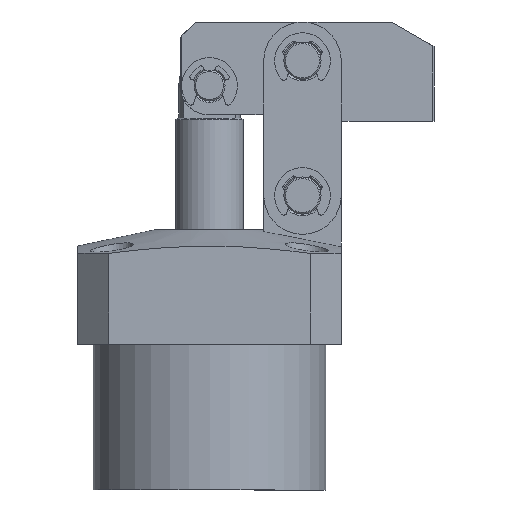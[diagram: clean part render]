
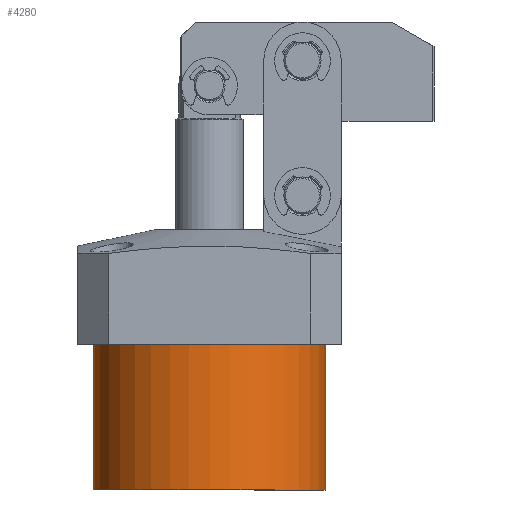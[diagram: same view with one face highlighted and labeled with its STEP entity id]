
A CAD part, front view. The second image highlights one B-rep face of the part: STEP entity #4280.
In plain terms, the highlighted cylindrical face has radius 37.5 mm (diameter 75 mm), a partial arc.
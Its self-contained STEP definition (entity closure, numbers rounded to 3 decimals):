
#246 = DIRECTION ( 'NONE',  ( 0., 0., -1. ) ) ;
#379 = VERTEX_POINT ( 'NONE', #5242 ) ;
#389 = DIRECTION ( 'NONE',  ( 0., 0., -1. ) ) ;
#550 = DIRECTION ( 'NONE',  ( 0., 0., -1. ) ) ;
#847 = CIRCLE ( 'NONE', #4474, 37.5 ) ;
#1282 = VERTEX_POINT ( 'NONE', #7049 ) ;
#1374 = VECTOR ( 'NONE', #7279, 1000. ) ;
#1471 = VERTEX_POINT ( 'NONE', #6601 ) ;
#1610 = ORIENTED_EDGE ( 'NONE', *, *, #6324, .T. ) ;
#1729 = VERTEX_POINT ( 'NONE', #5163 ) ;
#3237 = ORIENTED_EDGE ( 'NONE', *, *, #3414, .F. ) ;
#3414 = EDGE_CURVE ( 'NONE', #1282, #1471, #7646, .T. ) ;
#3891 = DIRECTION ( 'NONE',  ( 0., -1., 0. ) ) ;
#4219 = DIRECTION ( 'NONE',  ( 0., 1., 0. ) ) ;
#4280 = ADVANCED_FACE ( 'NONE', ( #5723 ), #5161, .T. ) ;
#4474 = AXIS2_PLACEMENT_3D ( 'NONE', #7529, #3891, #246 ) ;
#4659 = CARTESIAN_POINT ( 'NONE',  ( 0., -1000., 0. ) ) ;
#4865 = EDGE_CURVE ( 'NONE', #379, #1729, #6760, .T. ) ;
#5144 = DIRECTION ( 'NONE',  ( 0., -1., 0. ) ) ;
#5149 = EDGE_LOOP ( 'NONE', ( #1610, #6662, #5856, #3237 ) ) ;
#5161 = CYLINDRICAL_SURFACE ( 'NONE', #5685, 37.5 ) ;
#5163 = CARTESIAN_POINT ( 'NONE',  ( 0., 0., 37.5 ) ) ;
#5242 = CARTESIAN_POINT ( 'NONE',  ( 0., 47., 37.5 ) ) ;
#5685 = AXIS2_PLACEMENT_3D ( 'NONE', #4659, #6499, #389 ) ;
#5723 = FACE_OUTER_BOUND ( 'NONE', #5149, .T. ) ;
#5848 = AXIS2_PLACEMENT_3D ( 'NONE', #7859, #4219, #550 ) ;
#5856 = ORIENTED_EDGE ( 'NONE', *, *, #6105, .T. ) ;
#6051 = CARTESIAN_POINT ( 'NONE',  ( 0., -1000., -37.5 ) ) ;
#6105 = EDGE_CURVE ( 'NONE', #1729, #1471, #6870, .T. ) ;
#6324 = EDGE_CURVE ( 'NONE', #1282, #379, #847, .T. ) ;
#6340 = CARTESIAN_POINT ( 'NONE',  ( 0., -1000., 37.5 ) ) ;
#6499 = DIRECTION ( 'NONE',  ( 0., -1., 0. ) ) ;
#6601 = CARTESIAN_POINT ( 'NONE',  ( 0., 0., -37.5 ) ) ;
#6662 = ORIENTED_EDGE ( 'NONE', *, *, #4865, .T. ) ;
#6760 = LINE ( 'NONE', #6340, #7796 ) ;
#6870 = CIRCLE ( 'NONE', #5848, 37.5 ) ;
#7049 = CARTESIAN_POINT ( 'NONE',  ( 0., 47., -37.5 ) ) ;
#7279 = DIRECTION ( 'NONE',  ( 0., -1., 0. ) ) ;
#7529 = CARTESIAN_POINT ( 'NONE',  ( 0., 47., 0. ) ) ;
#7646 = LINE ( 'NONE', #6051, #1374 ) ;
#7796 = VECTOR ( 'NONE', #5144, 1000. ) ;
#7859 = CARTESIAN_POINT ( 'NONE',  ( 0., 0., 0. ) ) ;
